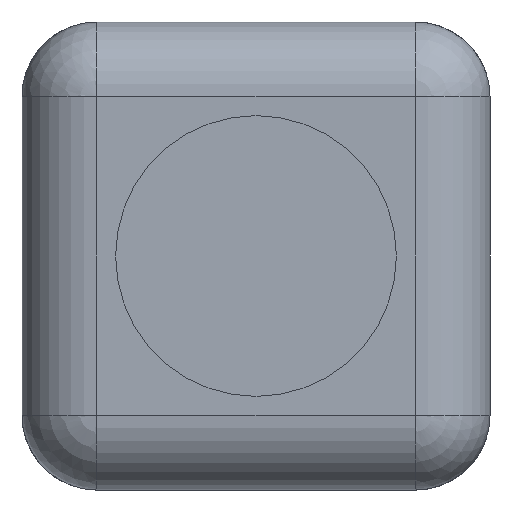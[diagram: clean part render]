
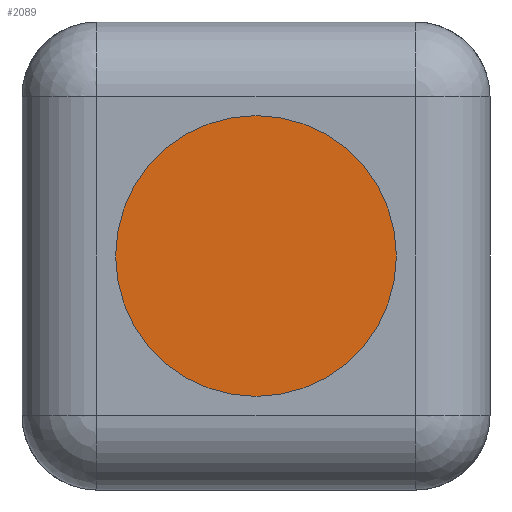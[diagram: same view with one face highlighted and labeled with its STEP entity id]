
A CAD part, front view. The second image highlights one B-rep face of the part: STEP entity #2089.
In plain terms, the highlighted planar face has unit normal (0, -1, 0).
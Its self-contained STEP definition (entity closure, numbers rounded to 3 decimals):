
#1665 = VERTEX_POINT('',#1666);
#1666 = CARTESIAN_POINT('',(20.,-35.,12.5));
#1672 = EDGE_CURVE('',#1665,#1665,#1673,.T.);
#1673 = CIRCLE('',#1674,7.5);
#1674 = AXIS2_PLACEMENT_3D('',#1675,#1676,#1677);
#1675 = CARTESIAN_POINT('',(12.5,-35.,12.5));
#1676 = DIRECTION('',(0.,-1.,0.));
#1677 = DIRECTION('',(1.,0.,0.));
#2089 = ADVANCED_FACE('',(#2090),#2093,.F.);
#2090 = FACE_BOUND('',#2091,.T.);
#2091 = EDGE_LOOP('',(#2092));
#2092 = ORIENTED_EDGE('',*,*,#1672,.T.);
#2093 = PLANE('',#2094);
#2094 = AXIS2_PLACEMENT_3D('',#2095,#2096,#2097);
#2095 = CARTESIAN_POINT('',(12.5,-35.,12.5));
#2096 = DIRECTION('',(0.,1.,0.));
#2097 = DIRECTION('',(0.,0.,1.));
